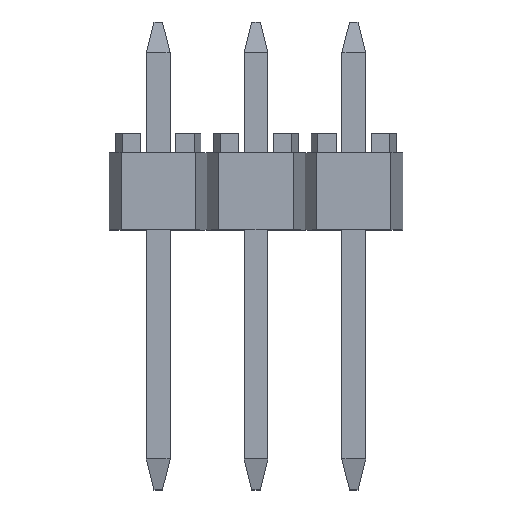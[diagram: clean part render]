
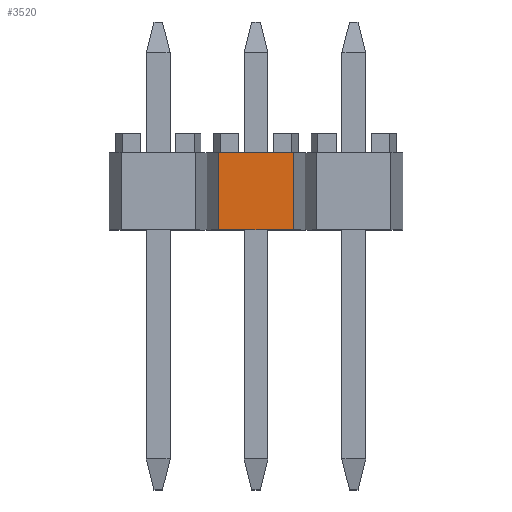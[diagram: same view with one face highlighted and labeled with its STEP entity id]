
A CAD part, top view. The second image highlights one B-rep face of the part: STEP entity #3520.
In plain terms, the highlighted planar face has unit normal (0, 0, 1).
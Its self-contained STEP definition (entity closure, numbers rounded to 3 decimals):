
#229=FACE_OUTER_BOUND('',#443,.T.);
#443=EDGE_LOOP('',(#2919,#2920,#2921,#2922));
#460=LINE('',#4604,#904);
#530=LINE('',#4747,#974);
#889=LINE('',#5484,#1333);
#890=LINE('',#5485,#1334);
#904=VECTOR('',#3757,1.926);
#974=VECTOR('',#3845,1.926);
#1333=VECTOR('',#4550,2.);
#1334=VECTOR('',#4551,2.);
#1348=VERTEX_POINT('',#4601);
#1349=VERTEX_POINT('',#4603);
#1412=VERTEX_POINT('',#4744);
#1413=VERTEX_POINT('',#4746);
#1628=EDGE_CURVE('',#1349,#1348,#460,.T.);
#1698=EDGE_CURVE('',#1412,#1413,#530,.T.);
#2057=EDGE_CURVE('',#1348,#1413,#889,.T.);
#2058=EDGE_CURVE('',#1349,#1412,#890,.T.);
#2919=ORIENTED_EDGE('',*,*,#2057,.T.);
#2920=ORIENTED_EDGE('',*,*,#1698,.F.);
#2921=ORIENTED_EDGE('',*,*,#2058,.F.);
#2922=ORIENTED_EDGE('',*,*,#1628,.T.);
#3133=PLANE('',#3730);
#3520=ADVANCED_FACE('',(#229),#3133,.T.);
#3730=AXIS2_PLACEMENT_3D('',#5483,#4548,#4549);
#3757=DIRECTION('',(1.,0.,0.));
#3845=DIRECTION('',(1.,0.,0.));
#4548=DIRECTION('center_axis',(0.,0.,1.));
#4549=DIRECTION('ref_axis',(1.,0.,0.));
#4550=DIRECTION('',(0.,1.,0.));
#4551=DIRECTION('',(0.,1.,0.));
#4601=CARTESIAN_POINT('',(0.963,-1.,2.54));
#4603=CARTESIAN_POINT('',(-0.963,-1.,2.54));
#4604=CARTESIAN_POINT('',(-0.963,-1.,2.54));
#4744=CARTESIAN_POINT('',(-0.963,1.,2.54));
#4746=CARTESIAN_POINT('',(0.963,1.,2.54));
#4747=CARTESIAN_POINT('',(-0.963,1.,2.54));
#5483=CARTESIAN_POINT('Origin',(-3.503,-1.,2.54));
#5484=CARTESIAN_POINT('',(0.963,-1.,2.54));
#5485=CARTESIAN_POINT('',(-0.963,-1.,2.54));
